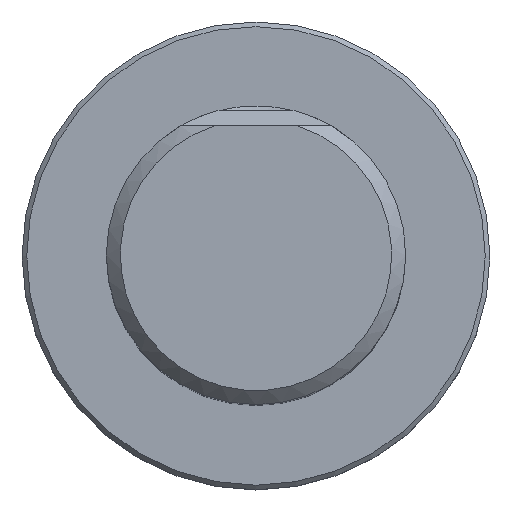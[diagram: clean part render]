
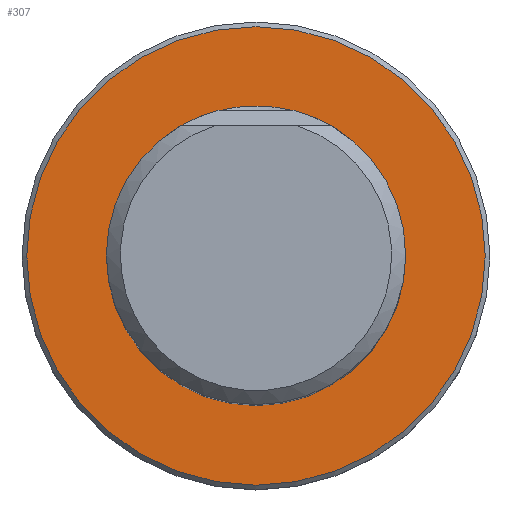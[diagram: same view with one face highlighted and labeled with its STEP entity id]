
A CAD part, top view. The second image highlights one B-rep face of the part: STEP entity #307.
In plain terms, the highlighted planar face has unit normal (0, 0, 1).
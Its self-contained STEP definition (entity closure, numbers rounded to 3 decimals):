
#158=PLANE('',#2010);
#307=ADVANCED_FACE('',(#710,#711),#158,.T.);
#710=FACE_BOUND('',#932,.T.);
#711=FACE_BOUND('',#933,.T.);
#932=EDGE_LOOP('',(#1162));
#933=EDGE_LOOP('',(#1163));
#1162=ORIENTED_EDGE('',*,*,#1447,.F.);
#1163=ORIENTED_EDGE('',*,*,#1448,.T.);
#1324=VERTEX_POINT('',#4183);
#1325=VERTEX_POINT('',#4185);
#1447=EDGE_CURVE('',#1324,#1324,#1576,.T.);
#1448=EDGE_CURVE('',#1325,#1325,#1577,.T.);
#1576=CIRCLE('',#2008,15.996);
#1577=CIRCLE('',#2009,24.5);
#2008=AXIS2_PLACEMENT_3D('',#4182,#2384,#2385);
#2009=AXIS2_PLACEMENT_3D('',#4184,#2386,#2387);
#2010=AXIS2_PLACEMENT_3D('',#4186,#2388,#2389);
#2384=DIRECTION('',(0.,0.,1.));
#2385=DIRECTION('',(-1.,0.,0.));
#2386=DIRECTION('',(0.,0.,1.));
#2387=DIRECTION('',(-1.,0.,0.));
#2388=DIRECTION('',(0.,0.,1.));
#2389=DIRECTION('',(-1.,0.,0.));
#4182=CARTESIAN_POINT('',(0.,0.,0.));
#4183=CARTESIAN_POINT('',(-15.996,0.,0.));
#4184=CARTESIAN_POINT('',(0.,0.,0.));
#4185=CARTESIAN_POINT('',(-24.5,0.,0.));
#4186=CARTESIAN_POINT('',(0.,0.,0.));
